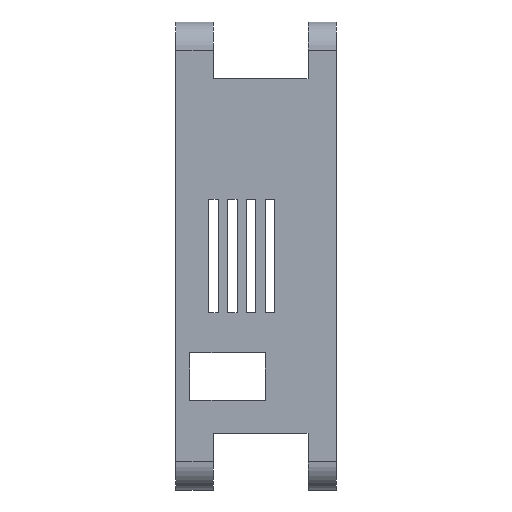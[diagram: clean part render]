
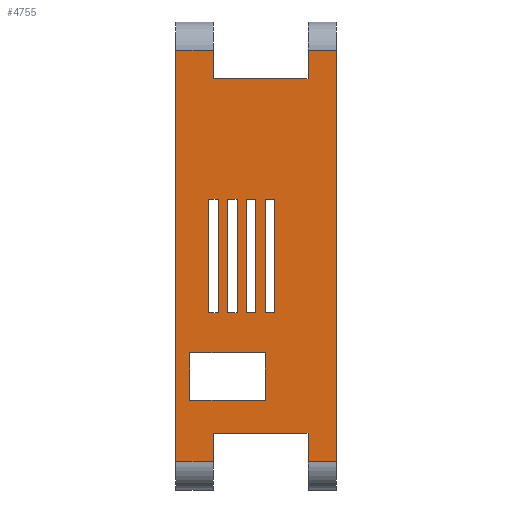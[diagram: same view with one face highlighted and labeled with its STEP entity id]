
A CAD part, left-side view. The second image highlights one B-rep face of the part: STEP entity #4755.
In plain terms, the highlighted planar face has unit normal (-1, 0, 0).
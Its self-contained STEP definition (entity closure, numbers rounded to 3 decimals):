
#596=DIRECTION('',(0.,0.,-1.));
#597=VECTOR('',#596,87.);
#598=CARTESIAN_POINT('',(-76.5,0.,43.5));
#599=LINE('1865',#598,#597);
#603=DIRECTION('',(0.,1.,0.));
#604=VECTOR('',#603,20.);
#605=CARTESIAN_POINT('',(-76.5,6.,-37.5));
#606=LINE('1924',#605,#604);
#610=DIRECTION('',(0.,0.,1.));
#611=VECTOR('',#610,87.);
#612=CARTESIAN_POINT('',(-76.5,34.,-43.5));
#613=LINE('1927',#612,#611);
#617=DIRECTION('',(0.,1.,0.));
#618=VECTOR('',#617,2.);
#619=CARTESIAN_POINT('',(-76.5,13.,-12.));
#620=LINE('2796',#619,#618);
#624=DIRECTION('',(0.,-1.,0.));
#625=VECTOR('',#624,2.);
#626=CARTESIAN_POINT('',(-76.5,15.,12.));
#627=LINE('2795',#626,#625);
#631=DIRECTION('',(0.,1.,0.));
#632=VECTOR('',#631,2.);
#633=CARTESIAN_POINT('',(-76.5,17.,-12.));
#634=LINE('2797',#633,#632);
#638=DIRECTION('',(0.,-1.,0.));
#639=VECTOR('',#638,2.);
#640=CARTESIAN_POINT('',(-76.5,19.,12.));
#641=LINE('2794',#640,#639);
#645=DIRECTION('',(0.,1.,0.));
#646=VECTOR('',#645,2.);
#647=CARTESIAN_POINT('',(-76.5,21.,-12.));
#648=LINE('2798',#647,#646);
#652=DIRECTION('',(0.,-1.,0.));
#653=VECTOR('',#652,2.);
#654=CARTESIAN_POINT('',(-76.5,23.,12.));
#655=LINE('2793',#654,#653);
#659=DIRECTION('',(0.,1.,0.));
#660=VECTOR('',#659,2.);
#661=CARTESIAN_POINT('',(-76.5,25.,-12.));
#662=LINE('2799',#661,#660);
#666=DIRECTION('',(0.,-1.,0.));
#667=VECTOR('',#666,2.);
#668=CARTESIAN_POINT('',(-76.5,27.,12.));
#669=LINE('2792',#668,#667);
#673=DIRECTION('',(0.,1.,0.));
#674=VECTOR('',#673,16.);
#675=CARTESIAN_POINT('',(-76.5,15.,-20.5));
#676=LINE('2840',#675,#674);
#680=DIRECTION('',(0.,0.,-1.));
#681=VECTOR('',#680,10.);
#682=CARTESIAN_POINT('',(-76.5,31.,-20.5));
#683=LINE('2841',#682,#681);
#687=DIRECTION('',(0.,-1.,0.));
#688=VECTOR('',#687,16.);
#689=CARTESIAN_POINT('',(-76.5,31.,-30.5));
#690=LINE('2842',#689,#688);
#694=DIRECTION('',(0.,0.,1.));
#695=VECTOR('',#694,10.);
#696=CARTESIAN_POINT('',(-76.5,15.,-30.5));
#697=LINE('2843',#696,#695);
#701=DIRECTION('',(0.,1.,0.));
#702=VECTOR('',#701,20.);
#703=CARTESIAN_POINT('',(-76.5,6.,37.5));
#704=LINE('1919',#703,#702);
#786=DIRECTION('',(0.,0.,-1.));
#787=VECTOR('',#786,6.);
#788=CARTESIAN_POINT('',(-76.5,6.,43.5));
#789=LINE('1920',#788,#787);
#816=DIRECTION('',(0.,1.,0.));
#817=VECTOR('',#816,6.);
#818=CARTESIAN_POINT('',(-76.5,0.,43.5));
#819=LINE('1921',#818,#817);
#844=DIRECTION('',(0.,0.,1.));
#845=VECTOR('',#844,6.);
#846=CARTESIAN_POINT('',(-76.5,26.,37.5));
#847=LINE('1929',#846,#845);
#915=DIRECTION('',(0.,1.,0.));
#916=VECTOR('',#915,8.);
#917=CARTESIAN_POINT('',(-76.5,26.,43.5));
#918=LINE('1928',#917,#916);
#1952=DIRECTION('',(0.,0.,-1.));
#1953=VECTOR('',#1952,24.);
#1954=CARTESIAN_POINT('',(-76.5,13.,12.));
#1955=LINE('2782',#1954,#1953);
#1980=DIRECTION('',(0.,0.,1.));
#1981=VECTOR('',#1980,24.);
#1982=CARTESIAN_POINT('',(-76.5,23.,-12.));
#1983=LINE('2777',#1982,#1981);
#1994=DIRECTION('',(0.,0.,-1.));
#1995=VECTOR('',#1994,24.);
#1996=CARTESIAN_POINT('',(-76.5,21.,12.));
#1997=LINE('2776',#1996,#1995);
#2022=DIRECTION('',(0.,0.,1.));
#2023=VECTOR('',#2022,24.);
#2024=CARTESIAN_POINT('',(-76.5,19.,-12.));
#2025=LINE('2779',#2024,#2023);
#2036=DIRECTION('',(0.,0.,-1.));
#2037=VECTOR('',#2036,24.);
#2038=CARTESIAN_POINT('',(-76.5,17.,12.));
#2039=LINE('2778',#2038,#2037);
#2064=DIRECTION('',(0.,0.,1.));
#2065=VECTOR('',#2064,24.);
#2066=CARTESIAN_POINT('',(-76.5,27.,-12.));
#2067=LINE('2781',#2066,#2065);
#2078=DIRECTION('',(0.,0.,-1.));
#2079=VECTOR('',#2078,24.);
#2080=CARTESIAN_POINT('',(-76.5,25.,12.));
#2081=LINE('2780',#2080,#2079);
#2106=DIRECTION('',(0.,0.,1.));
#2107=VECTOR('',#2106,24.);
#2108=CARTESIAN_POINT('',(-76.5,15.,-12.));
#2109=LINE('2783',#2108,#2107);
#2428=DIRECTION('',(0.,-1.,0.));
#2429=VECTOR('',#2428,8.);
#2430=CARTESIAN_POINT('',(-76.5,34.,-43.5));
#2431=LINE('1926',#2430,#2429);
#2457=DIRECTION('',(0.,0.,1.));
#2458=VECTOR('',#2457,6.);
#2459=CARTESIAN_POINT('',(-76.5,26.,-43.5));
#2460=LINE('1925',#2459,#2458);
#2627=DIRECTION('',(0.,0.,-1.));
#2628=VECTOR('',#2627,6.);
#2629=CARTESIAN_POINT('',(-76.5,6.,-37.5));
#2630=LINE('1923',#2629,#2628);
#2672=DIRECTION('',(0.,-1.,0.));
#2673=VECTOR('',#2672,6.);
#2674=CARTESIAN_POINT('',(-76.5,6.,-43.5));
#2675=LINE('1922',#2674,#2673);
#3622=CARTESIAN_POINT('',(-76.5,0.,43.5));
#3623=CARTESIAN_POINT('',(-76.5,0.,-43.5));
#3624=VERTEX_POINT('',#3622);
#3625=VERTEX_POINT('',#3623);
#3718=CARTESIAN_POINT('',(-76.5,6.,37.5));
#3719=CARTESIAN_POINT('',(-76.5,26.,37.5));
#3720=VERTEX_POINT('',#3718);
#3721=VERTEX_POINT('',#3719);
#3722=CARTESIAN_POINT('',(-76.5,6.,43.5));
#3723=VERTEX_POINT('',#3722);
#3724=CARTESIAN_POINT('',(-76.5,6.,-43.5));
#3725=VERTEX_POINT('',#3724);
#3726=CARTESIAN_POINT('',(-76.5,6.,-37.5));
#3727=VERTEX_POINT('',#3726);
#3728=CARTESIAN_POINT('',(-76.5,26.,-37.5));
#3729=VERTEX_POINT('',#3728);
#3730=CARTESIAN_POINT('',(-76.5,26.,-43.5));
#3731=VERTEX_POINT('',#3730);
#3732=CARTESIAN_POINT('',(-76.5,34.,-43.5));
#3733=VERTEX_POINT('',#3732);
#3734=CARTESIAN_POINT('',(-76.5,34.,43.5));
#3735=VERTEX_POINT('',#3734);
#3736=CARTESIAN_POINT('',(-76.5,26.,43.5));
#3737=VERTEX_POINT('',#3736);
#4126=CARTESIAN_POINT('',(-76.5,23.,12.));
#4128=VERTEX_POINT('',#4126);
#4130=CARTESIAN_POINT('',(-76.5,23.,-12.));
#4132=VERTEX_POINT('',#4130);
#4134=CARTESIAN_POINT('',(-76.5,21.,12.));
#4136=VERTEX_POINT('',#4134);
#4138=CARTESIAN_POINT('',(-76.5,21.,-12.));
#4140=VERTEX_POINT('',#4138);
#4142=CARTESIAN_POINT('',(-76.5,19.,12.));
#4144=VERTEX_POINT('',#4142);
#4146=CARTESIAN_POINT('',(-76.5,19.,-12.));
#4148=VERTEX_POINT('',#4146);
#4150=CARTESIAN_POINT('',(-76.5,17.,12.));
#4152=VERTEX_POINT('',#4150);
#4154=CARTESIAN_POINT('',(-76.5,17.,-12.));
#4156=VERTEX_POINT('',#4154);
#4158=CARTESIAN_POINT('',(-76.5,27.,12.));
#4160=VERTEX_POINT('',#4158);
#4162=CARTESIAN_POINT('',(-76.5,27.,-12.));
#4164=VERTEX_POINT('',#4162);
#4166=CARTESIAN_POINT('',(-76.5,25.,12.));
#4168=VERTEX_POINT('',#4166);
#4170=CARTESIAN_POINT('',(-76.5,25.,-12.));
#4172=VERTEX_POINT('',#4170);
#4174=CARTESIAN_POINT('',(-76.5,15.,12.));
#4176=VERTEX_POINT('',#4174);
#4178=CARTESIAN_POINT('',(-76.5,15.,-12.));
#4180=VERTEX_POINT('',#4178);
#4182=CARTESIAN_POINT('',(-76.5,13.,12.));
#4184=VERTEX_POINT('',#4182);
#4186=CARTESIAN_POINT('',(-76.5,13.,-12.));
#4188=VERTEX_POINT('',#4186);
#4190=CARTESIAN_POINT('',(-76.5,15.,-20.5));
#4191=CARTESIAN_POINT('',(-76.5,31.,-20.5));
#4192=VERTEX_POINT('',#4190);
#4193=VERTEX_POINT('',#4191);
#4194=CARTESIAN_POINT('',(-76.5,31.,-30.5));
#4195=VERTEX_POINT('',#4194);
#4196=CARTESIAN_POINT('',(-76.5,15.,-30.5));
#4197=VERTEX_POINT('',#4196);
#4676=CARTESIAN_POINT('',(-76.5,0.,-37.5));
#4677=DIRECTION('',(-1.,0.,0.));
#4678=DIRECTION('',(0.,0.,1.));
#4679=AXIS2_PLACEMENT_3D('',#4676,#4677,#4678);
#4680=PLANE('2394',#4679);
#4682=ORIENTED_EDGE('1919',*,*,#4681,.F.);
#4684=ORIENTED_EDGE('1920',*,*,#4683,.F.);
#4686=ORIENTED_EDGE('1921',*,*,#4685,.F.);
#4687=ORIENTED_EDGE('1865',*,*,#4297,.T.);
#4689=ORIENTED_EDGE('1922',*,*,#4688,.F.);
#4691=ORIENTED_EDGE('1923',*,*,#4690,.F.);
#4693=ORIENTED_EDGE('1924',*,*,#4692,.T.);
#4695=ORIENTED_EDGE('1925',*,*,#4694,.F.);
#4697=ORIENTED_EDGE('1926',*,*,#4696,.F.);
#4699=ORIENTED_EDGE('1927',*,*,#4698,.T.);
#4701=ORIENTED_EDGE('1928',*,*,#4700,.F.);
#4703=ORIENTED_EDGE('1929',*,*,#4702,.F.);
#4704=EDGE_LOOP('2394',(#4682,#4684,#4686,#4687,#4689,#4691,#4693,#4695,#4697,
#4699,#4701,#4703));
#4705=FACE_OUTER_BOUND('2394',#4704,.F.);
#4707=ORIENTED_EDGE('2783',*,*,#4706,.F.);
#4709=ORIENTED_EDGE('2796',*,*,#4708,.F.);
#4711=ORIENTED_EDGE('2782',*,*,#4710,.F.);
#4713=ORIENTED_EDGE('2795',*,*,#4712,.F.);
#4714=EDGE_LOOP('2394',(#4707,#4709,#4711,#4713));
#4715=FACE_BOUND('2394',#4714,.F.);
#4717=ORIENTED_EDGE('2779',*,*,#4716,.F.);
#4719=ORIENTED_EDGE('2797',*,*,#4718,.F.);
#4721=ORIENTED_EDGE('2778',*,*,#4720,.F.);
#4723=ORIENTED_EDGE('2794',*,*,#4722,.F.);
#4724=EDGE_LOOP('2394',(#4717,#4719,#4721,#4723));
#4725=FACE_BOUND('2394',#4724,.F.);
#4727=ORIENTED_EDGE('2777',*,*,#4726,.F.);
#4729=ORIENTED_EDGE('2798',*,*,#4728,.F.);
#4731=ORIENTED_EDGE('2776',*,*,#4730,.F.);
#4733=ORIENTED_EDGE('2793',*,*,#4732,.F.);
#4734=EDGE_LOOP('2394',(#4727,#4729,#4731,#4733));
#4735=FACE_BOUND('2394',#4734,.F.);
#4737=ORIENTED_EDGE('2781',*,*,#4736,.F.);
#4739=ORIENTED_EDGE('2799',*,*,#4738,.F.);
#4741=ORIENTED_EDGE('2780',*,*,#4740,.F.);
#4743=ORIENTED_EDGE('2792',*,*,#4742,.F.);
#4744=EDGE_LOOP('2394',(#4737,#4739,#4741,#4743));
#4745=FACE_BOUND('2394',#4744,.F.);
#4747=ORIENTED_EDGE('2840',*,*,#4746,.T.);
#4749=ORIENTED_EDGE('2841',*,*,#4748,.T.);
#4750=ORIENTED_EDGE('2842',*,*,#4650,.T.);
#4752=ORIENTED_EDGE('2843',*,*,#4751,.T.);
#4753=EDGE_LOOP('2394',(#4747,#4749,#4750,#4752));
#4754=FACE_BOUND('2394',#4753,.F.);
#4297=EDGE_CURVE('1865',#3624,#3625,#599,.T.);
#4650=EDGE_CURVE('2842',#4195,#4197,#690,.T.);
#4681=EDGE_CURVE('1919',#3720,#3721,#704,.T.);
#4683=EDGE_CURVE('1920',#3723,#3720,#789,.T.);
#4685=EDGE_CURVE('1921',#3624,#3723,#819,.T.);
#4688=EDGE_CURVE('1922',#3725,#3625,#2675,.T.);
#4690=EDGE_CURVE('1923',#3727,#3725,#2630,.T.);
#4692=EDGE_CURVE('1924',#3727,#3729,#606,.T.);
#4694=EDGE_CURVE('1925',#3731,#3729,#2460,.T.);
#4696=EDGE_CURVE('1926',#3733,#3731,#2431,.T.);
#4698=EDGE_CURVE('1927',#3733,#3735,#613,.T.);
#4700=EDGE_CURVE('1928',#3737,#3735,#918,.T.);
#4702=EDGE_CURVE('1929',#3721,#3737,#847,.T.);
#4706=EDGE_CURVE('2783',#4180,#4176,#2109,.T.);
#4708=EDGE_CURVE('2796',#4188,#4180,#620,.T.);
#4710=EDGE_CURVE('2782',#4184,#4188,#1955,.T.);
#4712=EDGE_CURVE('2795',#4176,#4184,#627,.T.);
#4716=EDGE_CURVE('2779',#4148,#4144,#2025,.T.);
#4718=EDGE_CURVE('2797',#4156,#4148,#634,.T.);
#4720=EDGE_CURVE('2778',#4152,#4156,#2039,.T.);
#4722=EDGE_CURVE('2794',#4144,#4152,#641,.T.);
#4726=EDGE_CURVE('2777',#4132,#4128,#1983,.T.);
#4728=EDGE_CURVE('2798',#4140,#4132,#648,.T.);
#4730=EDGE_CURVE('2776',#4136,#4140,#1997,.T.);
#4732=EDGE_CURVE('2793',#4128,#4136,#655,.T.);
#4736=EDGE_CURVE('2781',#4164,#4160,#2067,.T.);
#4738=EDGE_CURVE('2799',#4172,#4164,#662,.T.);
#4740=EDGE_CURVE('2780',#4168,#4172,#2081,.T.);
#4742=EDGE_CURVE('2792',#4160,#4168,#669,.T.);
#4746=EDGE_CURVE('2840',#4192,#4193,#676,.T.);
#4748=EDGE_CURVE('2841',#4193,#4195,#683,.T.);
#4751=EDGE_CURVE('2843',#4197,#4192,#697,.T.);
#4755=ADVANCED_FACE('2394',(#4705,#4715,#4725,#4735,#4745,#4754),#4680,.T.);
